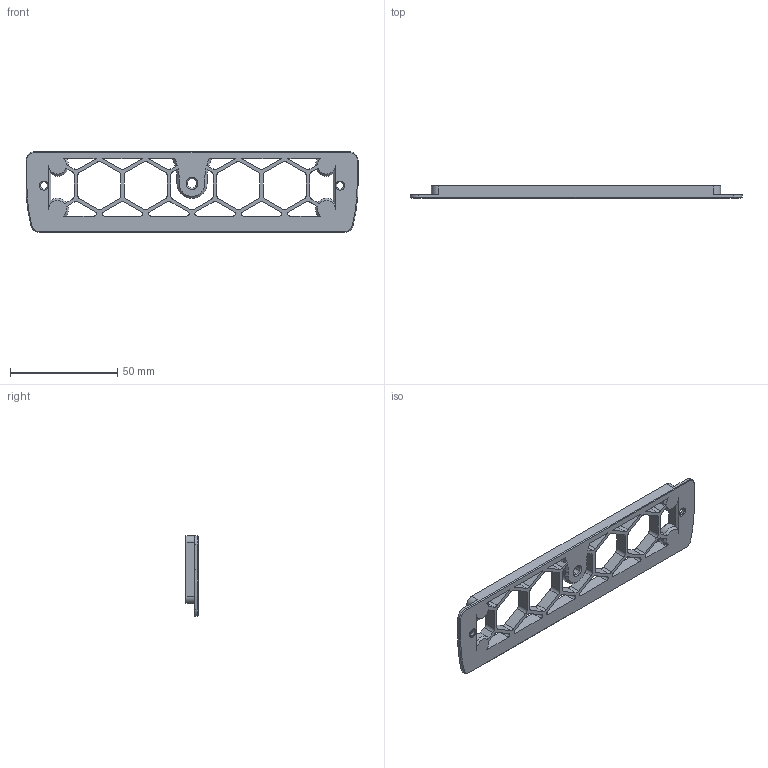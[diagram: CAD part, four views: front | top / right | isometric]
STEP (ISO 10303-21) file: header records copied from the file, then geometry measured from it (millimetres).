
FILE_DESCRIPTION(/* description */ (''),/* implementation_level */ '2;1');
FILE_NAME(/* name */ 'Exhaust90_Grill.stp',/* time_stamp */ '2021-08-31T12:19:37+02:00',/* author */ ('Rama'),/* organization */ (''),/* preprocessor_version */ 'ST-DEVELOPER v18.1',/* originating_system */ 'Autodesk Inventor 2021',/* authorisation */ '');
FILE_SCHEMA (('AUTOMOTIVE_DESIGN { 1 0 10303 214 3 1 1 }'));
Length unit declared in the file: millimetre
Products named in the file (1): Grill
Bounding box: 154.8 x 5.6 x 37.6 mm (x, y, z)
Volume: 11537.6 mm3; surface area: 13843.8 mm2
Topology: 1 solids, 5 shells, 235 faces, 660 edges, 433 vertices
Faces by surface type: plane 102, cylinder 95, cone 32, bspline 6
Full cylindrical faces by diameter (mm): 3.4 x2, 6.4 x4
Entity records: 7914 total; most frequent: CARTESIAN_POINT 1640, ORIENTED_EDGE 1320, DIRECTION 1306, EDGE_CURVE 660, AXIS2_PLACEMENT_3D 462, VERTEX_POINT 433, LINE 382, VECTOR 382
